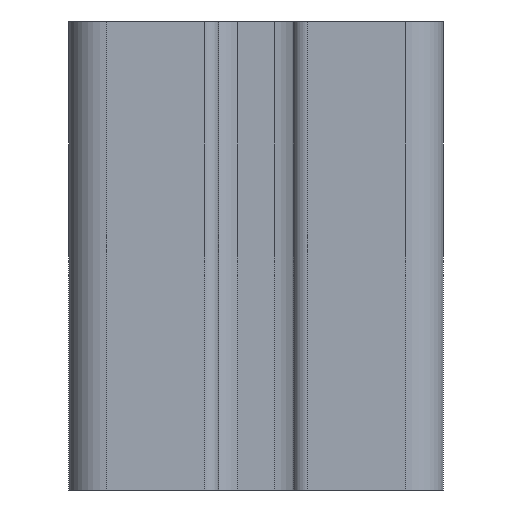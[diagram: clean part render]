
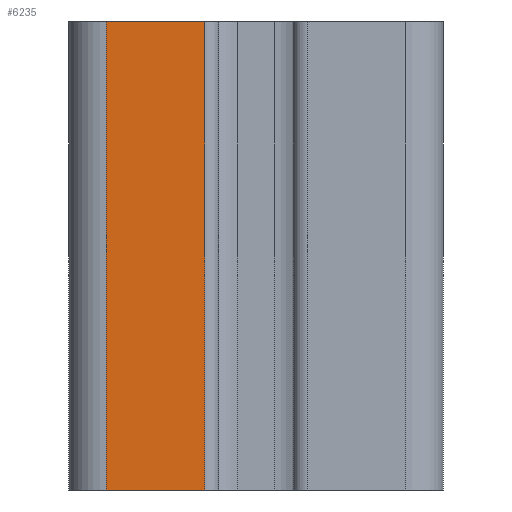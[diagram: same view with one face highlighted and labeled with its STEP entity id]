
A CAD part, left-side view. The second image highlights one B-rep face of the part: STEP entity #6235.
In plain terms, the highlighted planar face has unit normal (-1, 0, 0).
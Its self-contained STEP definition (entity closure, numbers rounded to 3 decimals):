
#53 = CARTESIAN_POINT ( 'NONE',  ( -120., 16., 25. ) ) ;
#166 = DIRECTION ( 'NONE',  ( 0., 0., -1. ) ) ;
#415 = ORIENTED_EDGE ( 'NONE', *, *, #5733, .F. ) ;
#1379 = VECTOR ( 'NONE', #166, 1000. ) ;
#1553 = EDGE_LOOP ( 'NONE', ( #7883, #415, #8721, #6016 ) ) ;
#2115 = CARTESIAN_POINT ( 'NONE',  ( -120., 5.5, 25. ) ) ;
#2166 = VECTOR ( 'NONE', #6546, 1000. ) ;
#2825 = EDGE_CURVE ( 'NONE', #7156, #7045, #10716, .T. ) ;
#2977 = EDGE_CURVE ( 'NONE', #8932, #4148, #7141, .T. ) ;
#3175 = CARTESIAN_POINT ( 'NONE',  ( -120., 16., 25. ) ) ;
#3447 = DIRECTION ( 'NONE',  ( 0., 0., -1. ) ) ;
#3842 = LINE ( 'NONE', #2115, #1379 ) ;
#3885 = PLANE ( 'NONE',  #7362 ) ;
#4148 = VERTEX_POINT ( 'NONE', #6174 ) ;
#4505 = CARTESIAN_POINT ( 'NONE',  ( -120., 16., -25. ) ) ;
#4769 = FACE_OUTER_BOUND ( 'NONE', #1553, .T. ) ;
#5215 = LINE ( 'NONE', #10866, #6470 ) ;
#5733 = EDGE_CURVE ( 'NONE', #7045, #4148, #3842, .T. ) ;
#5796 = CARTESIAN_POINT ( 'NONE',  ( -120., 16., -25. ) ) ;
#5983 = EDGE_CURVE ( 'NONE', #7156, #8932, #5215, .T. ) ;
#6016 = ORIENTED_EDGE ( 'NONE', *, *, #5983, .T. ) ;
#6174 = CARTESIAN_POINT ( 'NONE',  ( -120., 5.5, -25. ) ) ;
#6235 = ADVANCED_FACE ( 'NONE', ( #4769 ), #3885, .F. ) ;
#6470 = VECTOR ( 'NONE', #3447, 1000. ) ;
#6546 = DIRECTION ( 'NONE',  ( 0., -1., 0. ) ) ;
#7045 = VERTEX_POINT ( 'NONE', #9688 ) ;
#7141 = LINE ( 'NONE', #4505, #10630 ) ;
#7156 = VERTEX_POINT ( 'NONE', #53 ) ;
#7241 = DIRECTION ( 'NONE',  ( 1., 0., 0. ) ) ;
#7362 = AXIS2_PLACEMENT_3D ( 'NONE', #8115, #7241, #10594 ) ;
#7883 = ORIENTED_EDGE ( 'NONE', *, *, #2977, .T. ) ;
#8115 = CARTESIAN_POINT ( 'NONE',  ( -120., 16., 25. ) ) ;
#8721 = ORIENTED_EDGE ( 'NONE', *, *, #2825, .F. ) ;
#8932 = VERTEX_POINT ( 'NONE', #5796 ) ;
#9688 = CARTESIAN_POINT ( 'NONE',  ( -120., 5.5, 25. ) ) ;
#10490 = DIRECTION ( 'NONE',  ( 0., -1., 0. ) ) ;
#10594 = DIRECTION ( 'NONE',  ( 0., 0., -1. ) ) ;
#10630 = VECTOR ( 'NONE', #10490, 1000. ) ;
#10716 = LINE ( 'NONE', #3175, #2166 ) ;
#10866 = CARTESIAN_POINT ( 'NONE',  ( -120., 16., 25. ) ) ;
